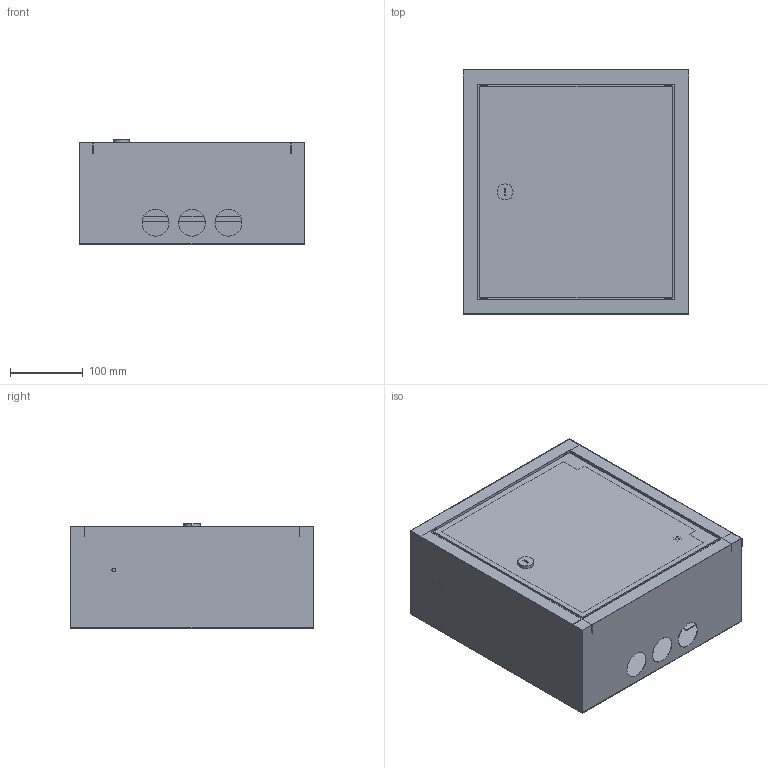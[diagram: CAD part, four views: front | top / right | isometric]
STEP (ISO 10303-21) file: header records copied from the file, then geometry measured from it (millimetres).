
FILE_DESCRIPTION (( 'STEP AP214' ), '1' );
FILE_NAME ('ÊÈÂÀ 223.00.00ÑÁ óïðîù.STEP', '2024-10-02T08:23:15', ( '' ), ( '' ), 'SwSTEP 2.0', 'SolidWorks 2022', '' );
FILE_SCHEMA (( 'AUTOMOTIVE_DESIGN' ));
Length unit declared in the file: millimetre
Products named in the file (1): КИВА 223.00.00СБ упрощ
Bounding box: 310 x 335 x 143.5 mm (x, y, z)
Volume: 1370825.4 mm3; surface area: 1201886.1 mm2
Topology: 15 solids, 18 shells, 1471 faces, 3878 edges, 2543 vertices
Faces by surface type: plane 979, cylinder 357, cone 74, sphere 29, bspline 24, torus 8
Entity records: 65062 total; most frequent: CARTESIAN_POINT 11875, ORIENTED_EDGE 7752, DIRECTION 7372, EDGE_CURVE 3876, LINE 2780, VECTOR 2780, VERTEX_POINT 2542, AXIS2_PLACEMENT_3D 2296
